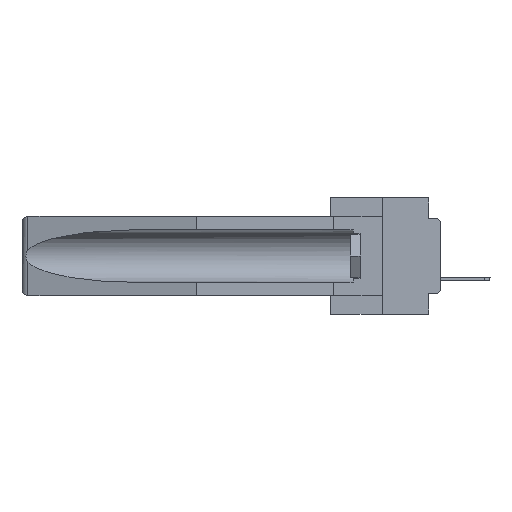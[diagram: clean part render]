
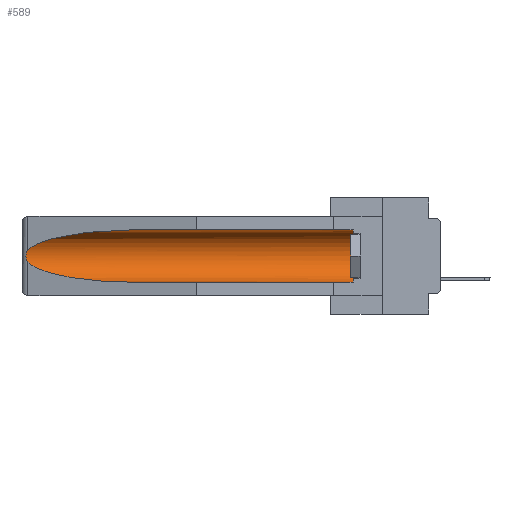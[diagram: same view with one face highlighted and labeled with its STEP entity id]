
A CAD part, left-side view. The second image highlights one B-rep face of the part: STEP entity #589.
In plain terms, the highlighted cylindrical face has radius 2.857 mm (diameter 5.715 mm), a partial arc.
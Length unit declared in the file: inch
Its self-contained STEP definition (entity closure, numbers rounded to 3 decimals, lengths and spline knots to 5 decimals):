
#427 = EDGE_CURVE ( 'NONE', #8683, #10737, #29273, .T. ) ;
#548 = CARTESIAN_POINT ( 'NONE',  ( 0.26537, 1.52718, -0.19328 ) ) ;
#589 = ADVANCED_FACE ( 'NONE', ( #16598 ), #10210, .F. ) ;
#668 = CARTESIAN_POINT ( 'NONE',  ( 0.25451, 1.48313, -0.09465 ) ) ;
#1203 = CARTESIAN_POINT ( 'NONE',  ( 0.26537, 1.52718, -0.14972 ) ) ;
#1392 = CARTESIAN_POINT ( 'NONE',  ( 0.26597, 1.52961, -0.15275 ) ) ;
#2980 = CARTESIAN_POINT ( 'NONE',  ( 0.26655, 1.53094, -0.18657 ) ) ;
#2992 = VECTOR ( 'NONE', #24671, 39.37008 ) ;
#4626 = CIRCLE ( 'NONE', #8390, 0.1125 ) ;
#4950 = ORIENTED_EDGE ( 'NONE', *, *, #427, .T. ) ;
#5110 = CARTESIAN_POINT ( 'NONE',  ( 0.155, -0.30754, -0.284 ) ) ;
#5164 = ORIENTED_EDGE ( 'NONE', *, *, #26046, .F. ) ;
#5237 = AXIS2_PLACEMENT_3D ( 'NONE', #9137, #24252, #23836 ) ;
#5325 = CARTESIAN_POINT ( 'NONE',  ( 0.155, 0.126, -0.059 ) ) ;
#5350 = CARTESIAN_POINT ( 'NONE',  ( 0.26537, 1.52718, -0.19328 ) ) ;
#5387 = EDGE_CURVE ( 'NONE', #14090, #8683, #29977, .T. ) ;
#7953 = CARTESIAN_POINT ( 'NONE',  ( 0.26654, 1.53092, -0.15636 ) ) ;
#7968 = VERTEX_POINT ( 'NONE', #5350 ) ;
#8390 = AXIS2_PLACEMENT_3D ( 'NONE', #29125, #28913, #14516 ) ;
#8563 = CARTESIAN_POINT ( 'NONE',  ( 0.155, 1.07973, -0.284 ) ) ;
#8683 = VERTEX_POINT ( 'NONE', #16322 ) ;
#9137 = CARTESIAN_POINT ( 'NONE',  ( 0.155, -0.30754, -0.1715 ) ) ;
#9715 = CARTESIAN_POINT ( 'NONE',  ( 0.26537, 1.52718, -0.19328 ) ) ;
#10210 = CYLINDRICAL_SURFACE ( 'NONE', #5237, 0.1125 ) ;
#10383 = CARTESIAN_POINT ( 'NONE',  ( 0.2673, 1.5327, -0.16383 ) ) ;
#10737 = VERTEX_POINT ( 'NONE', #1203 ) ;
#11599 = VECTOR ( 'NONE', #16218, 39.37008 ) ;
#12529 = CARTESIAN_POINT ( 'NONE',  ( 0.155, 1.07973, -0.284 ) ) ;
#12624 = CARTESIAN_POINT ( 'NONE',  ( 0.2673, 1.53269, -0.17917 ) ) ;
#12693 = B_SPLINE_CURVE_WITH_KNOTS ( 'NONE', 3,
 ( #28992, #1392, #7953, #10383, #30009, #29128, #12624, #2980, #24382, #548 ),
 .UNSPECIFIED., .F., .F.,
 ( 4, 2, 2, 2, 4 ),
 ( 0., 0.00029, 0.00058, 0.00087, 0.00117 ),
 .UNSPECIFIED. ) ;
#13354 = ORIENTED_EDGE ( 'NONE', *, *, #25939, .T. ) ;
#13888 = ORIENTED_EDGE ( 'NONE', *, *, #5387, .T. ) ;
#14090 = VERTEX_POINT ( 'NONE', #5325 ) ;
#14516 = DIRECTION ( 'NONE',  ( 0., 0., 1. ) ) ;
#14619 = CARTESIAN_POINT ( 'NONE',  ( 0.21114, 1.30732, -0.284 ) ) ;
#16218 = DIRECTION ( 'NONE',  ( 0., 1., 0. ) ) ;
#16322 = CARTESIAN_POINT ( 'NONE',  ( 0.155, 1.07973, -0.059 ) ) ;
#16598 = FACE_OUTER_BOUND ( 'NONE', #24900, .T. ) ;
#16871 = VERTEX_POINT ( 'NONE', #22037 ) ;
#17105 = VERTEX_POINT ( 'NONE', #8563 ) ;
#20625 = LINE ( 'NONE', #5110, #2992 ) ;
#22037 = CARTESIAN_POINT ( 'NONE',  ( 0.155, 0.126, -0.284 ) ) ;
#22106 = CARTESIAN_POINT ( 'NONE',  ( 0.155, 1.07973, -0.059 ) ) ;
#23448 = EDGE_CURVE ( 'NONE', #16871, #14090, #4626, .T. ) ;
#23836 = DIRECTION ( 'NONE',  ( 0., 0., 1. ) ) ;
#24188 = CARTESIAN_POINT ( 'NONE',  ( 0.25451, 1.48313, -0.24835 ) ) ;
#24252 = DIRECTION ( 'NONE',  ( 0., 1., 0. ) ) ;
#24382 = CARTESIAN_POINT ( 'NONE',  ( 0.26597, 1.5296, -0.19026 ) ) ;
#24671 = DIRECTION ( 'NONE',  ( 0., 1., 0. ) ) ;
#24799 =( BOUNDED_CURVE ( )  B_SPLINE_CURVE ( 3, ( #9715, #24188, #14619, #12529 ),
 .UNSPECIFIED., .F., .F. ) 
 B_SPLINE_CURVE_WITH_KNOTS ( ( 4, 4 ),
 ( 0.1948, 1.5708 ),
 .UNSPECIFIED. ) 
 CURVE ( )  GEOMETRIC_REPRESENTATION_ITEM ( )  RATIONAL_B_SPLINE_CURVE ( ( 1., 0.848, 0.848, 1. ) ) 
 REPRESENTATION_ITEM ( '' )  );
#24900 = EDGE_LOOP ( 'NONE', ( #4950, #13354, #29942, #5164, #26567, #13888 ) ) ;
#25203 = EDGE_CURVE ( 'NONE', #7968, #17105, #24799, .T. ) ;
#25939 = EDGE_CURVE ( 'NONE', #10737, #7968, #12693, .T. ) ;
#26046 = EDGE_CURVE ( 'NONE', #16871, #17105, #20625, .T. ) ;
#26567 = ORIENTED_EDGE ( 'NONE', *, *, #23448, .T. ) ;
#27026 = CARTESIAN_POINT ( 'NONE',  ( 0.21114, 1.30732, -0.059 ) ) ;
#28178 = CARTESIAN_POINT ( 'NONE',  ( 0.155, -0.30754, -0.059 ) ) ;
#28913 = DIRECTION ( 'NONE',  ( 0., -1., 0. ) ) ;
#28992 = CARTESIAN_POINT ( 'NONE',  ( 0.26537, 1.52718, -0.14972 ) ) ;
#29125 = CARTESIAN_POINT ( 'NONE',  ( 0.155, 0.126, -0.1715 ) ) ;
#29128 = CARTESIAN_POINT ( 'NONE',  ( 0.2675, 1.53308, -0.17534 ) ) ;
#29273 =( BOUNDED_CURVE ( )  B_SPLINE_CURVE ( 3, ( #22106, #27026, #668, #30841 ),
 .UNSPECIFIED., .F., .F. ) 
 B_SPLINE_CURVE_WITH_KNOTS ( ( 4, 4 ),
 ( 4.71239, 6.08839 ),
 .UNSPECIFIED. ) 
 CURVE ( )  GEOMETRIC_REPRESENTATION_ITEM ( )  RATIONAL_B_SPLINE_CURVE ( ( 1., 0.848, 0.848, 1. ) ) 
 REPRESENTATION_ITEM ( '' )  );
#29942 = ORIENTED_EDGE ( 'NONE', *, *, #25203, .T. ) ;
#29977 = LINE ( 'NONE', #28178, #11599 ) ;
#30009 = CARTESIAN_POINT ( 'NONE',  ( 0.2675, 1.53308, -0.16763 ) ) ;
#30841 = CARTESIAN_POINT ( 'NONE',  ( 0.26537, 1.52718, -0.14972 ) ) ;
